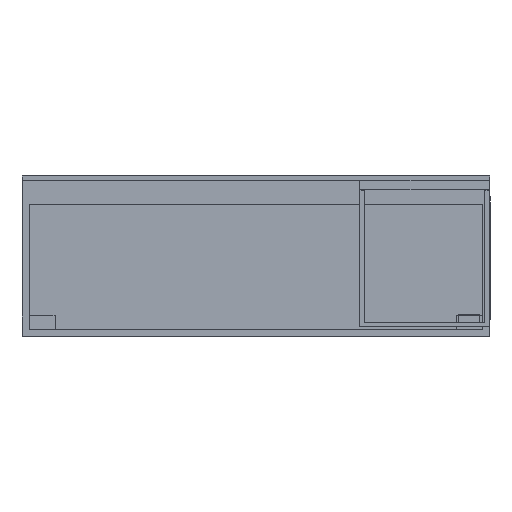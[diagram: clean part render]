
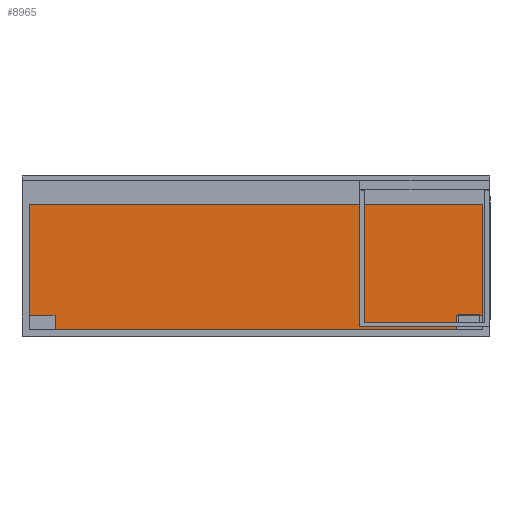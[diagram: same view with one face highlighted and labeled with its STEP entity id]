
A CAD part, front view. The second image highlights one B-rep face of the part: STEP entity #8965.
In plain terms, the highlighted planar face has unit normal (0, -1, 0).
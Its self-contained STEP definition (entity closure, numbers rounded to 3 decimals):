
#45 = VERTEX_POINT ( 'NONE', #4150 ) ;
#250 = VECTOR ( 'NONE', #2387, 1000. ) ;
#655 = ORIENTED_EDGE ( 'NONE', *, *, #13481, .T. ) ;
#780 = VECTOR ( 'NONE', #9633, 1000. ) ;
#1105 = EDGE_CURVE ( 'NONE', #7809, #9860, #7608, .T. ) ;
#1142 = DIRECTION ( 'NONE',  ( 0., 0., 1. ) ) ;
#1160 = ORIENTED_EDGE ( 'NONE', *, *, #8368, .T. ) ;
#1283 = PLANE ( 'NONE',  #4736 ) ;
#2132 = EDGE_CURVE ( 'NONE', #6236, #9252, #7898, .T. ) ;
#2246 = CARTESIAN_POINT ( 'NONE',  ( 960., 0.8, -570. ) ) ;
#2381 = CARTESIAN_POINT ( 'NONE',  ( 960., 0.8, -570. ) ) ;
#2387 = DIRECTION ( 'NONE',  ( 0., 0., -1. ) ) ;
#2506 = DIRECTION ( 'NONE',  ( 0., 0., 1. ) ) ;
#2804 = DIRECTION ( 'NONE',  ( 0., 0., -1. ) ) ;
#3195 = LINE ( 'NONE', #10758, #5595 ) ;
#3357 = VECTOR ( 'NONE', #3477, 1000. ) ;
#3385 = CARTESIAN_POINT ( 'NONE',  ( 850., 0.8, -570. ) ) ;
#3456 = EDGE_CURVE ( 'NONE', #9252, #13143, #11268, .T. ) ;
#3477 = DIRECTION ( 'NONE',  ( 1., 0., 0. ) ) ;
#3520 = DIRECTION ( 'NONE',  ( 0., 1., 0. ) ) ;
#3609 = DIRECTION ( 'NONE',  ( -1., 0., 0. ) ) ;
#3615 = CARTESIAN_POINT ( 'NONE',  ( 850., 0.8, -630. ) ) ;
#3837 = CARTESIAN_POINT ( 'NONE',  ( -960., 0.8, -630. ) ) ;
#4150 = CARTESIAN_POINT ( 'NONE',  ( -960., 0.8, -570. ) ) ;
#4419 = CARTESIAN_POINT ( 'NONE',  ( 0., 0.8, 0. ) ) ;
#4736 = AXIS2_PLACEMENT_3D ( 'NONE', #4419, #3520, #2506 ) ;
#4789 = LINE ( 'NONE', #10922, #12659 ) ;
#5196 = CARTESIAN_POINT ( 'NONE',  ( -850., 0.8, -570. ) ) ;
#5363 = ORIENTED_EDGE ( 'NONE', *, *, #7522, .F. ) ;
#5595 = VECTOR ( 'NONE', #1142, 1000. ) ;
#6066 = VERTEX_POINT ( 'NONE', #8232 ) ;
#6160 = EDGE_CURVE ( 'NONE', #6236, #7809, #11673, .T. ) ;
#6177 = VECTOR ( 'NONE', #6872, 1000. ) ;
#6236 = VERTEX_POINT ( 'NONE', #2381 ) ;
#6872 = DIRECTION ( 'NONE',  ( 0., 0., 1. ) ) ;
#6993 = DIRECTION ( 'NONE',  ( -1., 0., 0. ) ) ;
#7522 = EDGE_CURVE ( 'NONE', #8889, #45, #4789, .T. ) ;
#7608 = LINE ( 'NONE', #10850, #250 ) ;
#7798 = EDGE_CURVE ( 'NONE', #6066, #8889, #3195, .T. ) ;
#7809 = VERTEX_POINT ( 'NONE', #3385 ) ;
#7895 = LINE ( 'NONE', #3837, #10453 ) ;
#7898 = LINE ( 'NONE', #9014, #6177 ) ;
#8080 = EDGE_LOOP ( 'NONE', ( #8794, #655, #13558, #10095, #9796, #9946, #1160, #5363 ) ) ;
#8232 = CARTESIAN_POINT ( 'NONE',  ( -850., 0.8, -630. ) ) ;
#8368 = EDGE_CURVE ( 'NONE', #13143, #45, #7895, .T. ) ;
#8733 = LINE ( 'NONE', #12912, #3357 ) ;
#8794 = ORIENTED_EDGE ( 'NONE', *, *, #7798, .F. ) ;
#8889 = VERTEX_POINT ( 'NONE', #5196 ) ;
#8965 = ADVANCED_FACE ( 'NONE', ( #12752 ), #1283, .F. ) ;
#9014 = CARTESIAN_POINT ( 'NONE',  ( 960., 0.8, -630. ) ) ;
#9252 = VERTEX_POINT ( 'NONE', #12539 ) ;
#9633 = DIRECTION ( 'NONE',  ( -1., 0., 0. ) ) ;
#9796 = ORIENTED_EDGE ( 'NONE', *, *, #2132, .T. ) ;
#9860 = VERTEX_POINT ( 'NONE', #3615 ) ;
#9946 = ORIENTED_EDGE ( 'NONE', *, *, #3456, .T. ) ;
#10095 = ORIENTED_EDGE ( 'NONE', *, *, #6160, .F. ) ;
#10242 = CARTESIAN_POINT ( 'NONE',  ( -960., 0.8, -101. ) ) ;
#10453 = VECTOR ( 'NONE', #2804, 1000. ) ;
#10758 = CARTESIAN_POINT ( 'NONE',  ( -850., 0.8, -630. ) ) ;
#10850 = CARTESIAN_POINT ( 'NONE',  ( 850., 0.8, -630. ) ) ;
#10922 = CARTESIAN_POINT ( 'NONE',  ( -960., 0.8, -570. ) ) ;
#11268 = LINE ( 'NONE', #10242, #11461 ) ;
#11461 = VECTOR ( 'NONE', #6993, 1000. ) ;
#11673 = LINE ( 'NONE', #2246, #780 ) ;
#12000 = CARTESIAN_POINT ( 'NONE',  ( -960., 0.8, -101. ) ) ;
#12539 = CARTESIAN_POINT ( 'NONE',  ( 960., 0.8, -101. ) ) ;
#12659 = VECTOR ( 'NONE', #3609, 1000. ) ;
#12752 = FACE_OUTER_BOUND ( 'NONE', #8080, .T. ) ;
#12912 = CARTESIAN_POINT ( 'NONE',  ( -960., 0.8, -630. ) ) ;
#13143 = VERTEX_POINT ( 'NONE', #12000 ) ;
#13481 = EDGE_CURVE ( 'NONE', #6066, #9860, #8733, .T. ) ;
#13558 = ORIENTED_EDGE ( 'NONE', *, *, #1105, .F. ) ;
